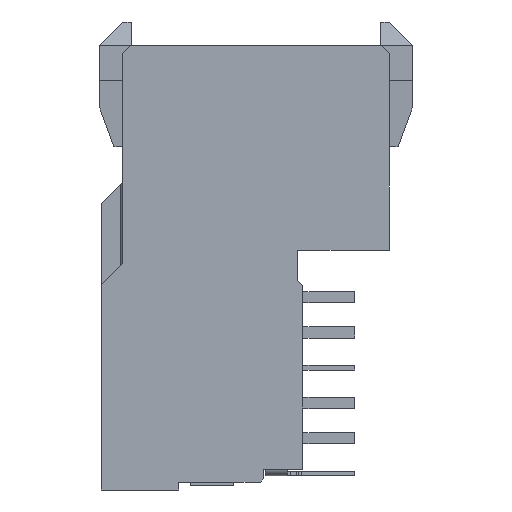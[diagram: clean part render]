
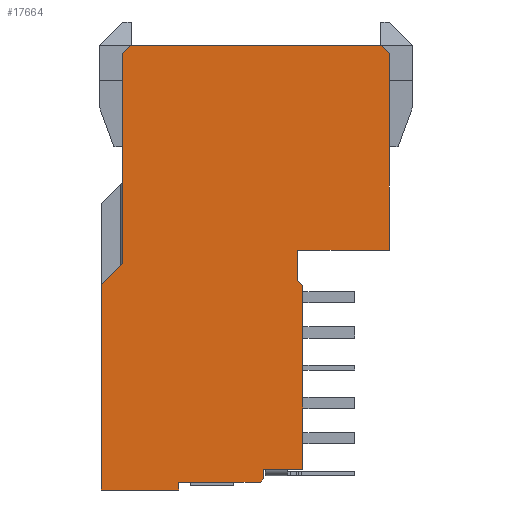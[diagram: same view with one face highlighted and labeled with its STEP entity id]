
A CAD part, left-side view. The second image highlights one B-rep face of the part: STEP entity #17664.
In plain terms, the highlighted planar face has unit normal (-1, 0, 0).
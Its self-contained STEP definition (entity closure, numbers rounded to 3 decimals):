
#400=DIRECTION('',(0.,0.,1.));
#401=VECTOR('',#400,7.82);
#402=CARTESIAN_POINT('',(-12.45,0.,-18.02));
#403=LINE('',#402,#401);
#404=DIRECTION('',(0.,1.,0.));
#405=VECTOR('',#404,1.67);
#406=CARTESIAN_POINT('',(-12.45,0.,-18.02));
#407=LINE('',#406,#405);
#408=DIRECTION('',(0.,0.,1.));
#409=VECTOR('',#408,0.4);
#410=CARTESIAN_POINT('',(-12.45,1.67,-18.42));
#411=LINE('',#410,#409);
#412=DIRECTION('',(0.,-0.707,0.707));
#413=VECTOR('',#412,0.212);
#414=CARTESIAN_POINT('',(-12.45,1.82,-18.57));
#415=LINE('',#414,#413);
#416=DIRECTION('',(0.,1.,0.));
#417=VECTOR('',#416,3.47);
#418=CARTESIAN_POINT('',(-12.45,1.82,-18.57));
#419=LINE('',#418,#417);
#420=DIRECTION('',(0.,0.,1.));
#421=VECTOR('',#420,0.33);
#422=CARTESIAN_POINT('',(-12.45,5.29,-18.9));
#423=LINE('',#422,#421);
#424=DIRECTION('',(0.,-1.,0.));
#425=VECTOR('',#424,3.29);
#426=CARTESIAN_POINT('',(-12.45,8.58,-18.9));
#427=LINE('',#426,#425);
#428=DIRECTION('',(0.,0.,1.));
#429=VECTOR('',#428,8.74);
#430=CARTESIAN_POINT('',(-12.45,8.58,-18.9));
#431=LINE('',#430,#429);
#432=DIRECTION('',(0.,0.707,-0.707));
#433=VECTOR('',#432,1.287);
#434=CARTESIAN_POINT('',(-12.45,7.67,-9.25));
#435=LINE('',#434,#433);
#436=DIRECTION('',(0.,-0.707,0.707));
#437=VECTOR('',#436,0.495);
#438=CARTESIAN_POINT('',(-12.45,7.67,-0.35));
#439=LINE('',#438,#437);
#440=DIRECTION('',(0.,-0.707,-0.707));
#441=VECTOR('',#440,0.495);
#442=CARTESIAN_POINT('',(-12.45,-3.33,0.));
#443=LINE('',#442,#441);
#444=DIRECTION('',(0.,0.,-1.));
#445=VECTOR('',#444,8.35);
#446=CARTESIAN_POINT('',(-12.45,-3.68,-0.35));
#447=LINE('',#446,#445);
#448=DIRECTION('',(0.,0.,1.));
#449=VECTOR('',#448,1.28);
#450=CARTESIAN_POINT('',(-12.45,0.22,-9.98));
#451=LINE('',#450,#449);
#452=DIRECTION('',(0.,0.707,0.707));
#453=VECTOR('',#452,0.311);
#454=CARTESIAN_POINT('',(-12.45,0.,-10.2));
#455=LINE('',#454,#453);
#1272=DIRECTION('',(0.,-1.,0.));
#1273=VECTOR('',#1272,3.9);
#1274=CARTESIAN_POINT('',(-12.45,0.22,-8.7));
#1275=LINE('',#1274,#1273);
#2780=DIRECTION('',(0.,1.,0.));
#2781=VECTOR('',#2780,10.65);
#2782=CARTESIAN_POINT('',(-12.45,-3.33,0.));
#2783=LINE('',#2782,#2781);
#8640=DIRECTION('',(0.,0.,-1.));
#8641=VECTOR('',#8640,8.9);
#8642=CARTESIAN_POINT('',(-12.45,7.67,-0.35));
#8643=LINE('',#8642,#8641);
#13294=CARTESIAN_POINT('',(-12.45,-3.33,0.));
#13295=CARTESIAN_POINT('',(-12.45,-3.68,-0.35));
#13296=VERTEX_POINT('',#13294);
#13297=VERTEX_POINT('',#13295);
#13298=CARTESIAN_POINT('',(-12.45,7.67,-0.35));
#13299=CARTESIAN_POINT('',(-12.45,7.32,0.));
#13300=VERTEX_POINT('',#13298);
#13301=VERTEX_POINT('',#13299);
#13310=CARTESIAN_POINT('',(-12.45,8.58,-18.9));
#13312=VERTEX_POINT('',#13310);
#13347=CARTESIAN_POINT('',(-12.45,5.29,-18.9));
#13349=VERTEX_POINT('',#13347);
#13350=CARTESIAN_POINT('',(-12.45,5.29,-18.57));
#13351=VERTEX_POINT('',#13350);
#13352=CARTESIAN_POINT('',(-12.45,1.82,-18.57));
#13353=VERTEX_POINT('',#13352);
#13358=CARTESIAN_POINT('',(-12.45,1.67,-18.42));
#13359=CARTESIAN_POINT('',(-12.45,1.67,-18.02));
#13360=VERTEX_POINT('',#13358);
#13361=VERTEX_POINT('',#13359);
#13367=CARTESIAN_POINT('',(-12.45,-3.68,-8.7));
#13369=VERTEX_POINT('',#13367);
#13370=CARTESIAN_POINT('',(-12.45,0.,-18.02));
#13371=VERTEX_POINT('',#13370);
#13454=CARTESIAN_POINT('',(-12.45,7.67,-9.25));
#13455=CARTESIAN_POINT('',(-12.45,8.58,-10.16));
#13456=VERTEX_POINT('',#13454);
#13457=VERTEX_POINT('',#13455);
#13462=CARTESIAN_POINT('',(-12.45,0.,-10.2));
#13463=VERTEX_POINT('',#13462);
#13466=CARTESIAN_POINT('',(-12.45,0.22,-9.98));
#13467=VERTEX_POINT('',#13466);
#13468=CARTESIAN_POINT('',(-12.45,0.22,-8.7));
#13469=VERTEX_POINT('',#13468);
#17624=CARTESIAN_POINT('',(-12.45,-3.68,0.));
#17625=DIRECTION('',(-1.,0.,0.));
#17626=DIRECTION('',(0.,1.,0.));
#17627=AXIS2_PLACEMENT_3D('',#17624,#17625,#17626);
#17628=PLANE('',#17627);
#17630=ORIENTED_EDGE('',*,*,#17629,.F.);
#17631=ORIENTED_EDGE('',*,*,#17517,.T.);
#17633=ORIENTED_EDGE('',*,*,#17632,.F.);
#17635=ORIENTED_EDGE('',*,*,#17634,.F.);
#17637=ORIENTED_EDGE('',*,*,#17636,.T.);
#17639=ORIENTED_EDGE('',*,*,#17638,.F.);
#17641=ORIENTED_EDGE('',*,*,#17640,.F.);
#17643=ORIENTED_EDGE('',*,*,#17642,.T.);
#17645=ORIENTED_EDGE('',*,*,#17644,.F.);
#17647=ORIENTED_EDGE('',*,*,#17646,.F.);
#17649=ORIENTED_EDGE('',*,*,#17648,.T.);
#17651=ORIENTED_EDGE('',*,*,#17650,.F.);
#17653=ORIENTED_EDGE('',*,*,#17652,.T.);
#17655=ORIENTED_EDGE('',*,*,#17654,.T.);
#17657=ORIENTED_EDGE('',*,*,#17656,.F.);
#17659=ORIENTED_EDGE('',*,*,#17658,.F.);
#17661=ORIENTED_EDGE('',*,*,#17660,.F.);
#17662=EDGE_LOOP('',(#17630,#17631,#17633,#17635,#17637,#17639,#17641,#17643,
#17645,#17647,#17649,#17651,#17653,#17655,#17657,#17659,#17661));
#17663=FACE_OUTER_BOUND('',#17662,.F.);
#17517=EDGE_CURVE('',#13371,#13361,#407,.T.);
#17629=EDGE_CURVE('',#13371,#13463,#403,.T.);
#17632=EDGE_CURVE('',#13360,#13361,#411,.T.);
#17634=EDGE_CURVE('',#13353,#13360,#415,.T.);
#17636=EDGE_CURVE('',#13353,#13351,#419,.T.);
#17638=EDGE_CURVE('',#13349,#13351,#423,.T.);
#17640=EDGE_CURVE('',#13312,#13349,#427,.T.);
#17642=EDGE_CURVE('',#13312,#13457,#431,.T.);
#17644=EDGE_CURVE('',#13456,#13457,#435,.T.);
#17646=EDGE_CURVE('',#13300,#13456,#8643,.T.);
#17648=EDGE_CURVE('',#13300,#13301,#439,.T.);
#17650=EDGE_CURVE('',#13296,#13301,#2783,.T.);
#17652=EDGE_CURVE('',#13296,#13297,#443,.T.);
#17654=EDGE_CURVE('',#13297,#13369,#447,.T.);
#17656=EDGE_CURVE('',#13469,#13369,#1275,.T.);
#17658=EDGE_CURVE('',#13467,#13469,#451,.T.);
#17660=EDGE_CURVE('',#13463,#13467,#455,.T.);
#17664=ADVANCED_FACE('',(#17663),#17628,.T.);
